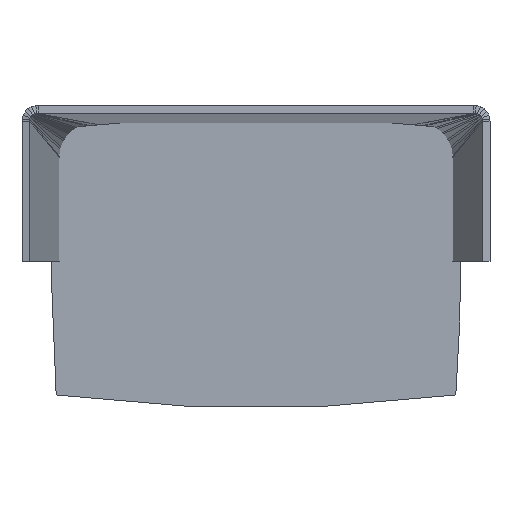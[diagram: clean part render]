
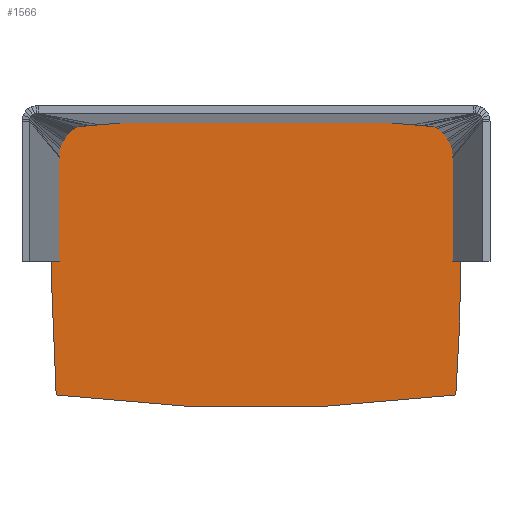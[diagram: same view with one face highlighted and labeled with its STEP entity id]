
A CAD part, top view. The second image highlights one B-rep face of the part: STEP entity #1566.
In plain terms, the highlighted planar face has unit normal (0, 0, 1).
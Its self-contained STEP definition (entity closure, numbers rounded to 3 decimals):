
#27=B_SPLINE_CURVE_WITH_KNOTS($,3,(#2962,#2963,#2964,#2965,#2966,#2967),
 .UNSPECIFIED.,.F.,.F.,(4,2,4),(0.,5.262,10.523),
 .UNSPECIFIED.);
#28=B_SPLINE_CURVE_WITH_KNOTS($,3,(#2969,#2970,#2971,#2972,#2973,#2974),
 .UNSPECIFIED.,.F.,.F.,(4,2,4),(0.,3.438,6.875),
 .UNSPECIFIED.);
#29=B_SPLINE_CURVE_WITH_KNOTS($,3,(#2976,#2977,#2978,#2979,#2980,#2981),
 .UNSPECIFIED.,.F.,.F.,(4,2,4),(0.,5.262,10.523),
 .UNSPECIFIED.);
#30=B_SPLINE_CURVE_WITH_KNOTS($,3,(#2982,#2983,#2984,#2985,#2986,#2987),
 .UNSPECIFIED.,.F.,.F.,(4,2,4),(0.,3.438,6.875),
 .UNSPECIFIED.);
#267=FACE_OUTER_BOUND($,#376,.T.);
#376=EDGE_LOOP($,(#1395,#1396,#1397,#1398));
#771=VERTEX_POINT($,#2960);
#772=VERTEX_POINT($,#2961);
#773=VERTEX_POINT($,#2968);
#774=VERTEX_POINT($,#2975);
#983=EDGE_CURVE($,#771,#772,#27,.T.);
#984=EDGE_CURVE($,#773,#771,#28,.T.);
#985=EDGE_CURVE($,#774,#773,#29,.T.);
#986=EDGE_CURVE($,#772,#774,#30,.T.);
#1395=ORIENTED_EDGE($,*,*,#983,.F.);
#1396=ORIENTED_EDGE($,*,*,#984,.F.);
#1397=ORIENTED_EDGE($,*,*,#985,.F.);
#1398=ORIENTED_EDGE($,*,*,#986,.F.);
#1457=PLANE($,#1706);
#1566=ADVANCED_FACE($,(#267),#1457,.T.);
#1706=AXIS2_PLACEMENT_3D($,#2959,#2124,#2125);
#2124=DIRECTION('center_axis',(0.,0.,1.));
#2125=DIRECTION('ref_axis',(1.,0.,0.));
#2959=CARTESIAN_POINT('Origin',(0.,0.,-37.5));
#2960=CARTESIAN_POINT('',(-51.24,34.16,-37.5));
#2961=CARTESIAN_POINT('',(51.24,34.16,-37.5));
#2962=CARTESIAN_POINT('Ctrl Pts',(-51.24,34.16,-37.5));
#2963=CARTESIAN_POINT('Ctrl Pts',(-33.837,36.335,-37.5));
#2964=CARTESIAN_POINT('Ctrl Pts',(-17.309,37.5,-37.5));
#2965=CARTESIAN_POINT('Ctrl Pts',(17.309,37.5,-37.5));
#2966=CARTESIAN_POINT('Ctrl Pts',(33.837,36.335,-37.5));
#2967=CARTESIAN_POINT('Ctrl Pts',(51.24,34.16,-37.5));
#2968=CARTESIAN_POINT('',(-51.24,-34.16,-37.5));
#2969=CARTESIAN_POINT('Ctrl Pts',(-51.24,-34.16,-37.5));
#2970=CARTESIAN_POINT('Ctrl Pts',(-52.071,-22.732,-37.5));
#2971=CARTESIAN_POINT('Ctrl Pts',(-52.5,-11.442,-37.5));
#2972=CARTESIAN_POINT('Ctrl Pts',(-52.5,11.442,-37.5));
#2973=CARTESIAN_POINT('Ctrl Pts',(-52.071,22.732,-37.5));
#2974=CARTESIAN_POINT('Ctrl Pts',(-51.24,34.16,-37.5));
#2975=CARTESIAN_POINT('',(51.24,-34.16,-37.5));
#2976=CARTESIAN_POINT('Ctrl Pts',(51.24,-34.16,-37.5));
#2977=CARTESIAN_POINT('Ctrl Pts',(33.837,-36.335,-37.5));
#2978=CARTESIAN_POINT('Ctrl Pts',(17.309,-37.5,-37.5));
#2979=CARTESIAN_POINT('Ctrl Pts',(-17.309,-37.5,-37.5));
#2980=CARTESIAN_POINT('Ctrl Pts',(-33.837,-36.335,-37.5));
#2981=CARTESIAN_POINT('Ctrl Pts',(-51.24,-34.16,-37.5));
#2982=CARTESIAN_POINT('Ctrl Pts',(51.24,34.16,-37.5));
#2983=CARTESIAN_POINT('Ctrl Pts',(52.071,22.732,-37.5));
#2984=CARTESIAN_POINT('Ctrl Pts',(52.5,11.442,-37.5));
#2985=CARTESIAN_POINT('Ctrl Pts',(52.5,-11.442,-37.5));
#2986=CARTESIAN_POINT('Ctrl Pts',(52.071,-22.732,-37.5));
#2987=CARTESIAN_POINT('Ctrl Pts',(51.24,-34.16,-37.5));
